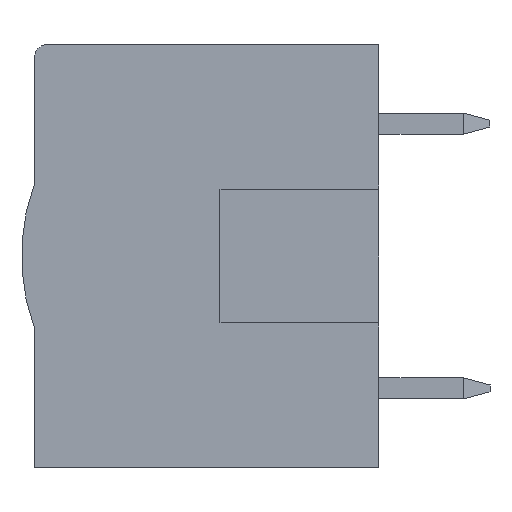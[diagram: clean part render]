
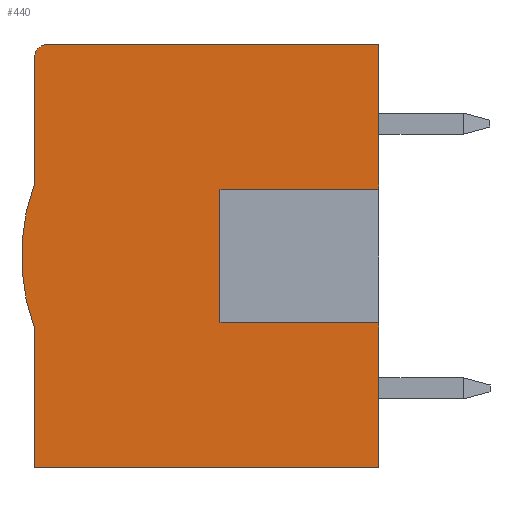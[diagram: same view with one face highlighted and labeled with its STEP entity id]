
A CAD part, left-side view. The second image highlights one B-rep face of the part: STEP entity #440.
In plain terms, the highlighted planar face has unit normal (-1, 0, 0).
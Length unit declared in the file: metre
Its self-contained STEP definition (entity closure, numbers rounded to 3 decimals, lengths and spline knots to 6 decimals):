
#440=ADVANCED_FACE('',(#1221),#1222,.F.);
#1221=FACE_OUTER_BOUND('',#2396,.T.);
#1222=PLANE('',#2397);
#2396=EDGE_LOOP('',(#3800,#3801,#3802,#3803,#3804,#3805,#3806,#3807,#3808,#3809,#3810));
#2397=AXIS2_PLACEMENT_3D('',#3811,#3812,#3813);
#3800=ORIENTED_EDGE('',*,*,#7097,.F.);
#3801=ORIENTED_EDGE('',*,*,#7216,.T.);
#3802=ORIENTED_EDGE('',*,*,#7102,.F.);
#3803=ORIENTED_EDGE('',*,*,#7217,.F.);
#3804=ORIENTED_EDGE('',*,*,#7218,.F.);
#3805=ORIENTED_EDGE('',*,*,#7219,.F.);
#3806=ORIENTED_EDGE('',*,*,#7220,.T.);
#3807=ORIENTED_EDGE('',*,*,#7138,.T.);
#3808=ORIENTED_EDGE('',*,*,#7221,.T.);
#3809=ORIENTED_EDGE('',*,*,#7167,.F.);
#3810=ORIENTED_EDGE('',*,*,#7222,.T.);
#3811=CARTESIAN_POINT('',(0.,0.016394,0.));
#3812=DIRECTION('',(1.0,0.,0.));
#3813=DIRECTION('',(0.,0.,1.0));
#7097=EDGE_CURVE('',#8473,#8475,#8476,.T.);
#7102=EDGE_CURVE('',#8483,#8484,#8485,.T.);
#7138=EDGE_CURVE('',#8551,#8549,#8552,.T.);
#7167=EDGE_CURVE('',#8604,#8599,#8606,.T.);
#7216=EDGE_CURVE('',#8473,#8484,#8690,.T.);
#7217=EDGE_CURVE('',#8691,#8483,#8692,.T.);
#7218=EDGE_CURVE('',#8693,#8691,#8694,.T.);
#7219=EDGE_CURVE('',#8695,#8693,#8696,.T.);
#7220=EDGE_CURVE('',#8695,#8551,#8697,.T.);
#7221=EDGE_CURVE('',#8549,#8599,#8698,.T.);
#7222=EDGE_CURVE('',#8604,#8475,#8699,.T.);
#8473=VERTEX_POINT('',#10500);
#8475=VERTEX_POINT('',#10503);
#8476=LINE('',#10504,#10505);
#8483=VERTEX_POINT('',#10515);
#8484=VERTEX_POINT('',#10516);
#8485=LINE('',#10517,#10518);
#8549=VERTEX_POINT('',#10608);
#8551=VERTEX_POINT('',#10611);
#8552=LINE('',#10612,#10613);
#8599=VERTEX_POINT('',#10680);
#8604=VERTEX_POINT('',#10687);
#8606=LINE('',#10690,#10691);
#8690=CIRCLE('',#10842,0.000495);
#8691=VERTEX_POINT('',#10843);
#8692=CIRCLE('',#10844,0.007722);
#8693=VERTEX_POINT('',#10845);
#8694=LINE('',#10846,#10847);
#8695=VERTEX_POINT('',#10848);
#8696=LINE('',#10849,#10850);
#8697=LINE('',#10851,#10852);
#8698=LINE('',#10853,#10854);
#8699=LINE('',#10855,#10856);
#10500=CARTESIAN_POINT('',(0.,0.012505,-0.000009));
#10503=CARTESIAN_POINT('',(0.,0.,-0.000009));
#10504=CARTESIAN_POINT('',(0.0,0.,-0.000009));
#10505=VECTOR('',#13730,1.0);
#10515=CARTESIAN_POINT('',(0.,0.013,-0.005276));
#10516=CARTESIAN_POINT('',(0.,0.013,-0.000504));
#10517=CARTESIAN_POINT('',(0.,0.013,-0.010979));
#10518=VECTOR('',#13734,1.0);
#10608=CARTESIAN_POINT('',(0.,0.006,-0.009932));
#10611=CARTESIAN_POINT('',(0.0,0.,-0.009932));
#10612=CARTESIAN_POINT('',(0.0,0.,-0.009932));
#10613=VECTOR('',#13771,1.0);
#10680=CARTESIAN_POINT('',(0.,0.006,-0.006086));
#10687=CARTESIAN_POINT('',(0.0,0.,-0.006086));
#10690=CARTESIAN_POINT('',(0.0,0.,-0.006086));
#10691=VECTOR('',#13801,1.0);
#10842=AXIS2_PLACEMENT_3D('',#13846,#13847,#13848);
#10843=CARTESIAN_POINT('',(0.,0.013,-0.010743));
#10844=AXIS2_PLACEMENT_3D('',#13849,#13850,#13851);
#10845=CARTESIAN_POINT('',(0.,0.013,-0.016009));
#10846=CARTESIAN_POINT('',(0.,0.013,-0.010979));
#10847=VECTOR('',#13852,1.0);
#10848=CARTESIAN_POINT('',(0.0,0.,-0.016009));
#10849=CARTESIAN_POINT('',(0.,0.016394,-0.016009));
#10850=VECTOR('',#13853,1.0);
#10851=CARTESIAN_POINT('',(0.0,0.,-0.019889));
#10852=VECTOR('',#13854,1.0);
#10853=CARTESIAN_POINT('',(0.,0.006,-0.006086));
#10854=VECTOR('',#13855,1.0);
#10855=CARTESIAN_POINT('',(0.0,0.,-0.019889));
#10856=VECTOR('',#13856,1.0);
#13730=DIRECTION('',(0.,-1.0,0.));
#13734=DIRECTION('',(0.,0.,1.0));
#13771=DIRECTION('',(0.,1.0,0.));
#13801=DIRECTION('',(0.,1.0,0.));
#13846=CARTESIAN_POINT('',(0.,0.012505,-0.000504));
#13847=DIRECTION('',(-1.0,0.,0.));
#13848=DIRECTION('',(0.,0.,1.0));
#13849=CARTESIAN_POINT('',(0.,0.005778,-0.008009));
#13850=DIRECTION('',(1.0,0.,0.));
#13851=DIRECTION('',(0.,0.,1.0));
#13852=DIRECTION('',(0.,0.,1.0));
#13853=DIRECTION('',(0.,1.0,0.));
#13854=DIRECTION('',(0.,0.,1.0));
#13855=DIRECTION('',(0.,0.,1.0));
#13856=DIRECTION('',(0.,0.,1.0));
